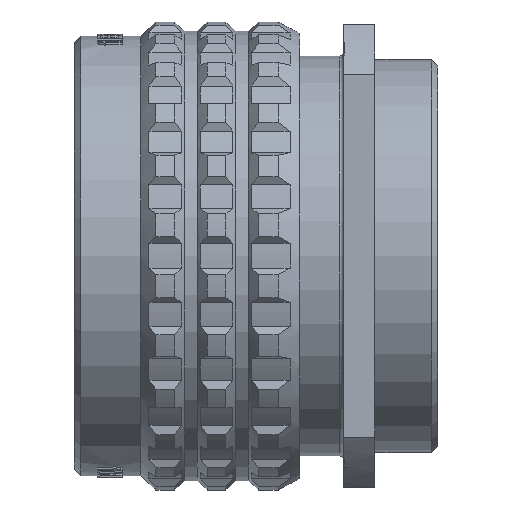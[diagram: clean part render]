
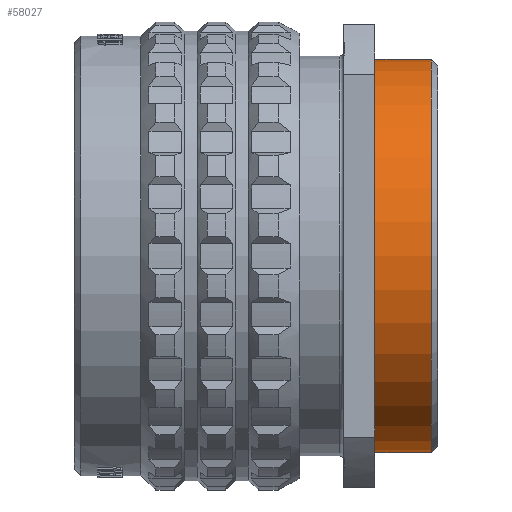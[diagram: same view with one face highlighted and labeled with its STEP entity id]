
A CAD part, top view. The second image highlights one B-rep face of the part: STEP entity #58027.
In plain terms, the highlighted cylindrical face has radius 15.7 mm (diameter 31.4 mm), a partial arc.
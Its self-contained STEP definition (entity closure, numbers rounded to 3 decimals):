
#391=CARTESIAN_POINT('',(28.5,0.,0.));
#392=DIRECTION('',(1.,0.,0.));
#393=DIRECTION('',(0.,1.,0.));
#394=AXIS2_PLACEMENT_3D('',#391,#392,#393);
#396=DIRECTION('',(-1.,0.,0.));
#397=VECTOR('',#396,4.5);
#398=CARTESIAN_POINT('',(28.5,15.7,0.));
#399=LINE('5148',#398,#397);
#400=DIRECTION('',(-1.,0.,0.));
#401=VECTOR('',#400,4.5);
#402=CARTESIAN_POINT('',(28.5,-15.7,0.));
#403=LINE('5156',#402,#401);
#425=CARTESIAN_POINT('',(24.,0.,0.));
#426=DIRECTION('',(1.,0.,0.));
#427=DIRECTION('',(0.,1.,0.));
#428=AXIS2_PLACEMENT_3D('',#425,#426,#427);
#45300=CARTESIAN_POINT('',(28.5,15.7,0.));
#45302=VERTEX_POINT('',#45300);
#45303=CARTESIAN_POINT('',(24.,15.7,0.));
#45304=VERTEX_POINT('',#45303);
#45310=CARTESIAN_POINT('',(28.5,-15.7,0.));
#45312=VERTEX_POINT('',#45310);
#45313=CARTESIAN_POINT('',(24.,-15.7,0.));
#45314=VERTEX_POINT('',#45313);
#58013=CARTESIAN_POINT('',(-1.45,0.,0.));
#58014=DIRECTION('',(1.,0.,0.));
#58015=DIRECTION('',(0.,-1.,0.));
#58016=AXIS2_PLACEMENT_3D('',#58013,#58014,#58015);
#58017=CYLINDRICAL_SURFACE('247',#58016,15.7);
#58019=ORIENTED_EDGE('5148',*,*,#58018,.F.);
#58020=ORIENTED_EDGE('5167',*,*,#58001,.T.);
#58022=ORIENTED_EDGE('5156',*,*,#58021,.T.);
#58024=ORIENTED_EDGE('5422',*,*,#58023,.F.);
#58025=EDGE_LOOP('247',(#58019,#58020,#58022,#58024));
#58026=FACE_OUTER_BOUND('247',#58025,.F.);
#395=CIRCLE('5167',#394,15.7);
#429=CIRCLE('5422',#428,15.7);
#58001=EDGE_CURVE('5167',#45302,#45312,#395,.T.);
#58018=EDGE_CURVE('5148',#45302,#45304,#399,.T.);
#58021=EDGE_CURVE('5156',#45312,#45314,#403,.T.);
#58023=EDGE_CURVE('5422',#45304,#45314,#429,.T.);
#58027=ADVANCED_FACE('247',(#58026),#58017,.T.);
